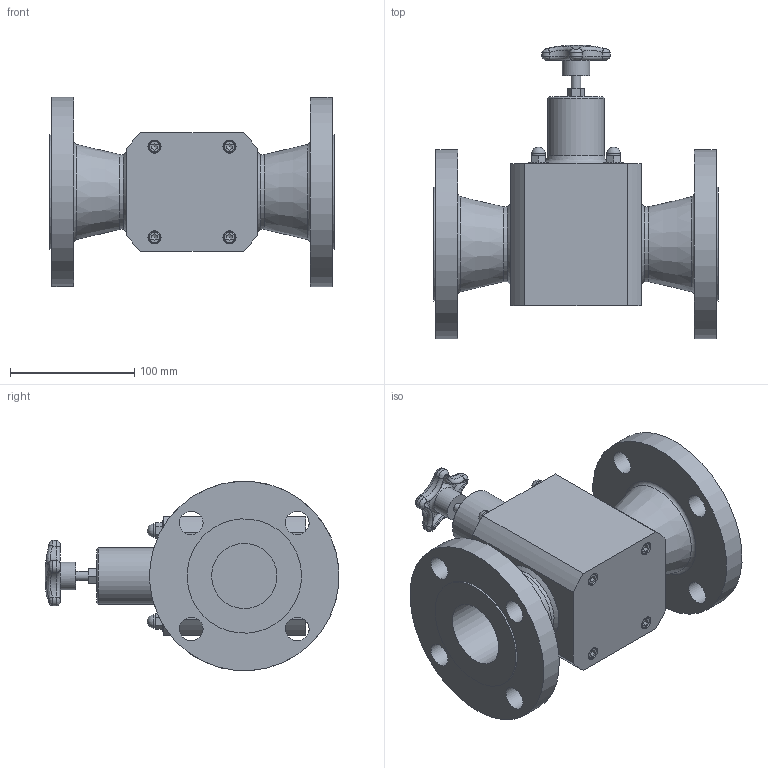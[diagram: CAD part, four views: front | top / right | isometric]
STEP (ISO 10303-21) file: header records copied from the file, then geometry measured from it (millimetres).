
FILE_DESCRIPTION((''),'2;1');
FILE_NAME('TVBFW20-SS-G-R0.ipt.stp','2017-04-04T12:12:55',(''),(''),'Autodesk Inventor 2009','Autodesk Inventor 2009','');
FILE_SCHEMA(('AUTOMOTIVE_DESIGN { 1 0 10303 214 1 1 1 1 }'));
Length unit declared in the file: inch
Products named in the file (1): TVBFW20-SS-G-R0
Bounding box: 228.6 x 236.16 x 152.09 mm (x, y, z)
Volume: 1882642.5 mm3; surface area: 197870.4 mm2
Topology: 1 solids, 6 shells, 388 faces, 902 edges, 555 vertices
Faces by surface type: plane 161, bspline 105, cylinder 66, cone 22, torus 17, sphere 17
Full cylindrical faces by diameter (mm): 4.445 x4, 7.442 x1, 9.525 x4, 10.998 x4, 15.875 x4, 19.05 x8, 22.098 x1, 45.72 x1, 52.502 x2, 60.325 x2, 91.948 x2, 152.4 x2
Entity records: 15059 total; most frequent: CARTESIAN_POINT 6835, ORIENTED_EDGE 1646, DIRECTION 1536, EDGE_CURVE 823, AXIS2_PLACEMENT_3D 654, VERTEX_POINT 547, EDGE_LOOP 504, FACE_OUTER_BOUND 388
